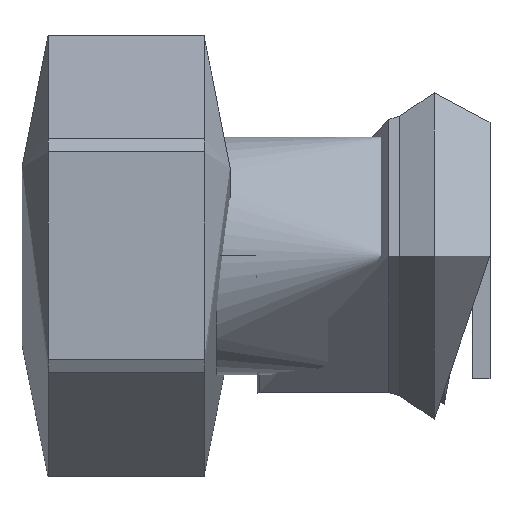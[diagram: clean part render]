
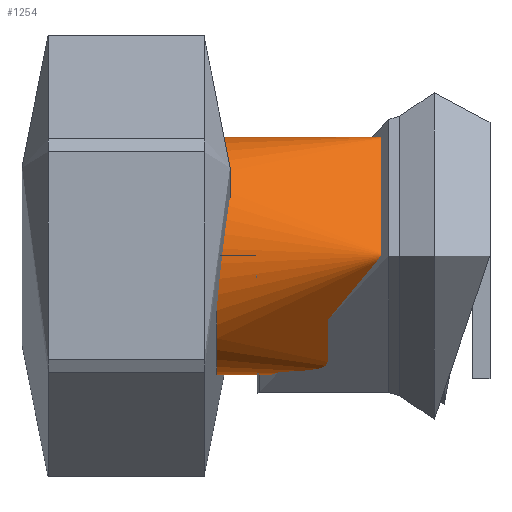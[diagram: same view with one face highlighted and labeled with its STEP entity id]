
A CAD part, top view. The second image highlights one B-rep face of the part: STEP entity #1254.
In plain terms, the highlighted free-form (B-spline) face has degree [1, 2] with [2, 9] control points.
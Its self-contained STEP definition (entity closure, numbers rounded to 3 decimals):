
#265 = EDGE_CURVE('',#266,#268,#270,.T.);
#266 = VERTEX_POINT('',#267);
#267 = CARTESIAN_POINT('',(-4.518,9.15,0.));
#268 = VERTEX_POINT('',#269);
#269 = CARTESIAN_POINT('',(-4.518,-9.15,0.));
#270 = ( BOUNDED_CURVE() B_SPLINE_CURVE(2,(#271,#272,#273,#274,#275),
.UNSPECIFIED.,.F.,.F.) B_SPLINE_CURVE_WITH_KNOTS((3,2,3),(0.,
1.571,3.142),.UNSPECIFIED.) CURVE() 
GEOMETRIC_REPRESENTATION_ITEM() RATIONAL_B_SPLINE_CURVE((1.,
0.707,1.,0.707,1.)) REPRESENTATION_ITEM('') );
#271 = CARTESIAN_POINT('',(-4.518,9.15,0.));
#272 = CARTESIAN_POINT('',(-4.518,9.15,9.15));
#273 = CARTESIAN_POINT('',(-4.518,0.,9.15));
#274 = CARTESIAN_POINT('',(-4.518,-9.15,9.15));
#275 = CARTESIAN_POINT('',(-4.518,-9.15,0.));
#277 = EDGE_CURVE('',#268,#266,#278,.T.);
#278 = ( BOUNDED_CURVE() B_SPLINE_CURVE(2,(#279,#280,#281,#282,#283),
.UNSPECIFIED.,.F.,.F.) B_SPLINE_CURVE_WITH_KNOTS((3,2,3),(3.142,
4.712,6.283),.PIECEWISE_BEZIER_KNOTS.) CURVE() 
GEOMETRIC_REPRESENTATION_ITEM() RATIONAL_B_SPLINE_CURVE((1.,
0.707,1.,0.707,1.)) REPRESENTATION_ITEM('') );
#279 = CARTESIAN_POINT('',(-4.518,-9.15,0.));
#280 = CARTESIAN_POINT('',(-4.518,-9.15,-9.15));
#281 = CARTESIAN_POINT('',(-4.518,0.,-9.15));
#282 = CARTESIAN_POINT('',(-4.518,9.15,-9.15));
#283 = CARTESIAN_POINT('',(-4.518,9.15,0.));
#1191 = EDGE_CURVE('',#1192,#1194,#1196,.T.);
#1192 = VERTEX_POINT('',#1193);
#1193 = CARTESIAN_POINT('',(8.689,9.15,0.));
#1194 = VERTEX_POINT('',#1195);
#1195 = CARTESIAN_POINT('',(8.689,0.,9.15));
#1196 = ( BOUNDED_CURVE() B_SPLINE_CURVE(2,(#1197,#1198,#1199),
.UNSPECIFIED.,.F.,.F.) B_SPLINE_CURVE_WITH_KNOTS((3,3),(0.,
1.571),.PIECEWISE_BEZIER_KNOTS.) CURVE() 
GEOMETRIC_REPRESENTATION_ITEM() RATIONAL_B_SPLINE_CURVE((1.,
0.707,1.)) REPRESENTATION_ITEM('') );
#1197 = CARTESIAN_POINT('',(8.689,9.15,0.));
#1198 = CARTESIAN_POINT('',(8.689,9.15,9.15));
#1199 = CARTESIAN_POINT('',(8.689,0.,9.15));
#1201 = EDGE_CURVE('',#1202,#1192,#1204,.T.);
#1202 = VERTEX_POINT('',#1203);
#1203 = CARTESIAN_POINT('',(8.689,-9.15,0.));
#1204 = ( BOUNDED_CURVE() B_SPLINE_CURVE(2,(#1205,#1206,#1207,#1208,
#1209),.UNSPECIFIED.,.F.,.F.) B_SPLINE_CURVE_WITH_KNOTS((3,2,3),(
    3.142,4.712,6.283),
.PIECEWISE_BEZIER_KNOTS.) CURVE() GEOMETRIC_REPRESENTATION_ITEM() 
RATIONAL_B_SPLINE_CURVE((1.,0.707,1.,0.707,1.)) 
REPRESENTATION_ITEM('') );
#1205 = CARTESIAN_POINT('',(8.689,-9.15,0.));
#1206 = CARTESIAN_POINT('',(8.689,-9.15,-9.15));
#1207 = CARTESIAN_POINT('',(8.689,0.,-9.15));
#1208 = CARTESIAN_POINT('',(8.689,9.15,-9.15));
#1209 = CARTESIAN_POINT('',(8.689,9.15,0.));
#1211 = EDGE_CURVE('',#1194,#1202,#1212,.T.);
#1212 = ( BOUNDED_CURVE() B_SPLINE_CURVE(2,(#1213,#1214,#1215),
.UNSPECIFIED.,.F.,.F.) B_SPLINE_CURVE_WITH_KNOTS((3,3),(1.571,
3.142),.PIECEWISE_BEZIER_KNOTS.) CURVE() 
GEOMETRIC_REPRESENTATION_ITEM() RATIONAL_B_SPLINE_CURVE((1.,
0.707,1.)) REPRESENTATION_ITEM('') );
#1213 = CARTESIAN_POINT('',(8.689,0.,9.15));
#1214 = CARTESIAN_POINT('',(8.689,-9.15,9.15));
#1215 = CARTESIAN_POINT('',(8.689,-9.15,0.));
#1254 = ADVANCED_FACE('',(#1255),#1268,.T.);
#1255 = FACE_BOUND('',#1256,.T.);
#1256 = EDGE_LOOP('',(#1257,#1258,#1259,#1264,#1265,#1266,#1267));
#1257 = ORIENTED_EDGE('',*,*,#1191,.T.);
#1258 = ORIENTED_EDGE('',*,*,#1211,.T.);
#1259 = ORIENTED_EDGE('',*,*,#1260,.T.);
#1260 = EDGE_CURVE('',#1202,#268,#1261,.T.);
#1261 = B_SPLINE_CURVE_WITH_KNOTS('',1,(#1262,#1263),.UNSPECIFIED.,.F.,
  .F.,(2,2),(-0.722,0.722),.PIECEWISE_BEZIER_KNOTS.);
#1262 = CARTESIAN_POINT('',(8.689,-9.15,0.));
#1263 = CARTESIAN_POINT('',(-4.518,-9.15,0.));
#1264 = ORIENTED_EDGE('',*,*,#265,.F.);
#1265 = ORIENTED_EDGE('',*,*,#277,.F.);
#1266 = ORIENTED_EDGE('',*,*,#1260,.F.);
#1267 = ORIENTED_EDGE('',*,*,#1201,.T.);
#1268 = ( BOUNDED_SURFACE() B_SPLINE_SURFACE(1,2,(
    (#1269,#1270,#1271,#1272,#1273,#1274,#1275,#1276,#1277)
    ,(#1278,#1279,#1280,#1281,#1282,#1283,#1284,#1285,#1286
)),.UNSPECIFIED.,.F.,.T.,.F.) B_SPLINE_SURFACE_WITH_KNOTS((2,2),(1,2,2,2
    ,2,2,1),(-0.722,0.722),(-4.712,
    -3.142,-1.571,0.,1.571,3.142,
4.712),.UNSPECIFIED.) GEOMETRIC_REPRESENTATION_ITEM() 
RATIONAL_B_SPLINE_SURFACE((
    (1.,0.707,1.,0.707,1.,0.707,1.
      ,0.707,1.)
    ,(1.,0.707,1.,0.707,1.,0.707,1.
,0.707,1.))) REPRESENTATION_ITEM('') SURFACE() );
#1269 = CARTESIAN_POINT('',(-4.518,-9.15,0.));
#1270 = CARTESIAN_POINT('',(-4.518,-9.15,-9.15));
#1271 = CARTESIAN_POINT('',(-4.518,0.,-9.15));
#1272 = CARTESIAN_POINT('',(-4.518,9.15,-9.15));
#1273 = CARTESIAN_POINT('',(-4.518,9.15,0.));
#1274 = CARTESIAN_POINT('',(-4.518,9.15,9.15));
#1275 = CARTESIAN_POINT('',(-4.518,0.,9.15));
#1276 = CARTESIAN_POINT('',(-4.518,-9.15,9.15));
#1277 = CARTESIAN_POINT('',(-4.518,-9.15,0.));
#1278 = CARTESIAN_POINT('',(8.689,-9.15,0.));
#1279 = CARTESIAN_POINT('',(8.689,-9.15,-9.15));
#1280 = CARTESIAN_POINT('',(8.689,0.,-9.15));
#1281 = CARTESIAN_POINT('',(8.689,9.15,-9.15));
#1282 = CARTESIAN_POINT('',(8.689,9.15,0.));
#1283 = CARTESIAN_POINT('',(8.689,9.15,9.15));
#1284 = CARTESIAN_POINT('',(8.689,0.,9.15));
#1285 = CARTESIAN_POINT('',(8.689,-9.15,9.15));
#1286 = CARTESIAN_POINT('',(8.689,-9.15,0.));
